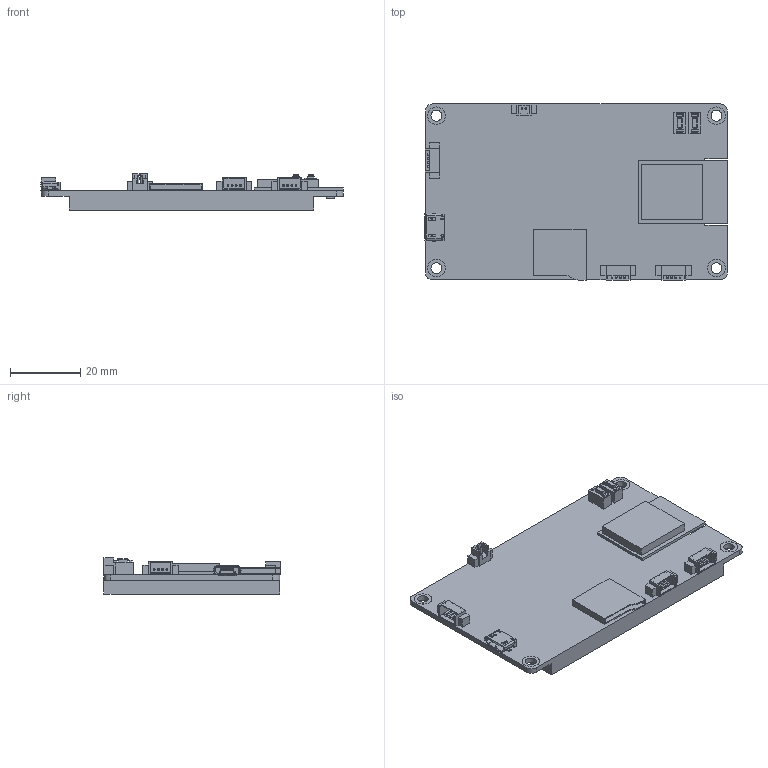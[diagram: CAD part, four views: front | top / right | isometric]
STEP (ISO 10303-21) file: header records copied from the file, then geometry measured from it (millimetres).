
FILE_DESCRIPTION(/* description */ (''),/* implementation_level */ '2;1');
FILE_NAME(/* name */ '2.8inch_LCD_Model.step',/* time_stamp */ '2024-01-11T19:15:42Z',/* author */ (''),/* organization */ (''),/* preprocessor_version */ 'ST-DEVELOPER v20',/* originating_system */ 'Autodesk Translation Framework v12.14.0.127',/* authorisation */ '');
FILE_SCHEMA (('AUTOMOTIVE_DESIGN { 1 0 10303 214 3 1 1 }'));
Length unit declared in the file: millimetre
Products named in the file (9): 2.8inch_LCD_Model; 10mm connector; Spkr Connector; switch; Micro SD Card; ESP32 WROOM; Micro usb; Micro USB 5 Pins, Right Angle SMT v1; LDR 21
Assembly tree (11 placements, depth 3):
  2.8inch_LCD_Model
    10mm connector  x3
    Spkr Connector
    switch  x2
    Micro SD Card
    ESP32 WROOM
    Micro usb
      Micro USB 5 Pins, Right Angle SMT v1
    LDR 21
Bounding box: 86.24 x 50.15 x 10.3 mm (x, y, z)
Volume: 21879 mm3; surface area: 13314.2 mm2
Topology: 17 solids, 17 shells, 1003 faces, 2744 edges, 1779 vertices
Faces by surface type: plane 693, cylinder 250, bspline 35, torus 18, sphere 4, cone 3
Full cylindrical faces by diameter (mm): 0.5 x14, 3.1 x4, 5 x4
Entity records: 28272 total; most frequent: CARTESIAN_POINT 5203, ORIENTED_EDGE 4830, DIRECTION 4653, EDGE_CURVE 2415, LINE 1893, VECTOR 1893, VERTEX_POINT 1571, AXIS2_PLACEMENT_3D 1380
